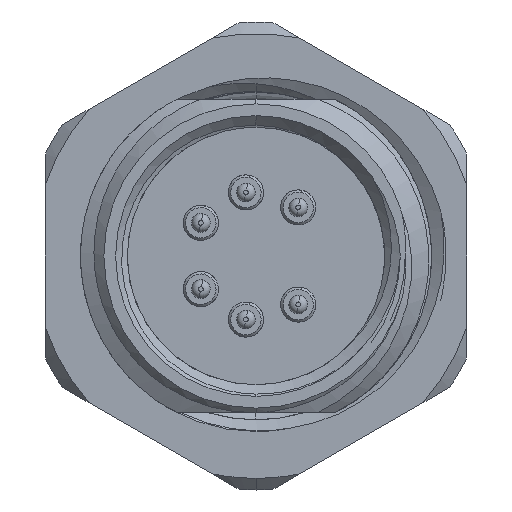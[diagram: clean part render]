
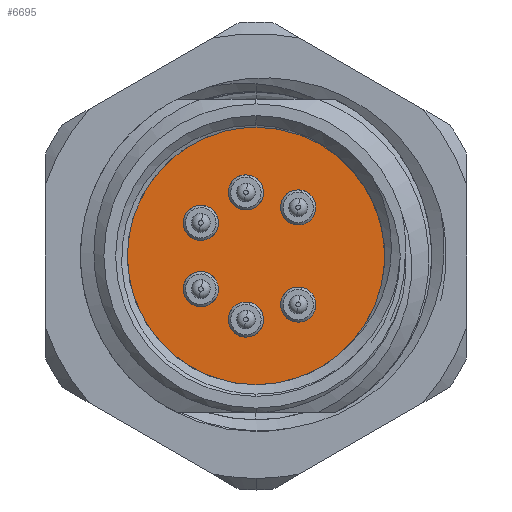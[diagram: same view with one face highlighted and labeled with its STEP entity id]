
A CAD part, left-side view. The second image highlights one B-rep face of the part: STEP entity #6695.
In plain terms, the highlighted face is planar.
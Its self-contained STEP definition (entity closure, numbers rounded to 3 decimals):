
#8 = EDGE_CURVE ( 'NONE', #2483, #9551, #8171, .T. ) ;
#93 = DIRECTION ( 'NONE',  ( -1., 0., 0. ) ) ;
#159 = AXIS2_PLACEMENT_3D ( 'NONE', #8819, #2174, #290 ) ;
#160 = VERTEX_POINT ( 'NONE', #2697 ) ;
#266 = EDGE_CURVE ( 'NONE', #9551, #2483, #978, .T. ) ;
#290 = DIRECTION ( 'NONE',  ( 0., 0., 1. ) ) ;
#318 = CIRCLE ( 'NONE', #1495, 0.75 ) ;
#524 = EDGE_LOOP ( 'NONE', ( #6992, #11158 ) ) ;
#628 = DIRECTION ( 'NONE',  ( 1., 0., 0. ) ) ;
#753 = CARTESIAN_POINT ( 'NONE',  ( 9.25, -1.804, 2.825 ) ) ;
#768 = CARTESIAN_POINT ( 'NONE',  ( 9.25, -1.804, 1.325 ) ) ;
#858 = CIRCLE ( 'NONE', #11914, 0.75 ) ;
#873 = ORIENTED_EDGE ( 'NONE', *, *, #2784, .F. ) ;
#886 = CIRCLE ( 'NONE', #3397, 0.75 ) ;
#978 = CIRCLE ( 'NONE', #3894, 6. ) ;
#1237 = DIRECTION ( 'NONE',  ( 0., 0., 1. ) ) ;
#1255 = AXIS2_PLACEMENT_3D ( 'NONE', #1640, #3705, #10113 ) ;
#1478 = CARTESIAN_POINT ( 'NONE',  ( 9.25, 0.43, -3.466 ) ) ;
#1486 = CARTESIAN_POINT ( 'NONE',  ( 9.25, 0., -6. ) ) ;
#1495 = AXIS2_PLACEMENT_3D ( 'NONE', #11148, #93, #10320 ) ;
#1501 = CIRCLE ( 'NONE', #159, 0.75 ) ;
#1636 = EDGE_CURVE ( 'NONE', #10532, #5072, #5341, .T. ) ;
#1640 = CARTESIAN_POINT ( 'NONE',  ( 9.25, 0.43, -2.716 ) ) ;
#1690 = CARTESIAN_POINT ( 'NONE',  ( 9.25, -1.804, 2.075 ) ) ;
#1697 = EDGE_LOOP ( 'NONE', ( #873, #11315 ) ) ;
#1737 = DIRECTION ( 'NONE',  ( 1., 0., 0. ) ) ;
#1906 = CIRCLE ( 'NONE', #11189, 0.75 ) ;
#2046 = VERTEX_POINT ( 'NONE', #1478 ) ;
#2122 = EDGE_CURVE ( 'NONE', #2592, #9577, #886, .T. ) ;
#2133 = AXIS2_PLACEMENT_3D ( 'NONE', #8020, #1737, #7284 ) ;
#2156 = CARTESIAN_POINT ( 'NONE',  ( 9.25, -1.804, 2.075 ) ) ;
#2174 = DIRECTION ( 'NONE',  ( -1., 0., 0. ) ) ;
#2218 = AXIS2_PLACEMENT_3D ( 'NONE', #10378, #3743, #8572 ) ;
#2234 = CARTESIAN_POINT ( 'NONE',  ( 9.25, 0., 6. ) ) ;
#2329 = DIRECTION ( 'NONE',  ( 0., 0., -1. ) ) ;
#2338 = EDGE_CURVE ( 'NONE', #2046, #160, #3589, .T. ) ;
#2483 = VERTEX_POINT ( 'NONE', #2234 ) ;
#2534 = DIRECTION ( 'NONE',  ( 0., 0., -1. ) ) ;
#2592 = VERTEX_POINT ( 'NONE', #10517 ) ;
#2697 = CARTESIAN_POINT ( 'NONE',  ( 9.25, 0.43, -1.966 ) ) ;
#2766 = PLANE ( 'NONE',  #7360 ) ;
#2784 = EDGE_CURVE ( 'NONE', #9577, #2592, #6108, .T. ) ;
#2874 = CARTESIAN_POINT ( 'NONE',  ( 9.25, -1.804, -2.075 ) ) ;
#2882 = EDGE_CURVE ( 'NONE', #5072, #10532, #9228, .T. ) ;
#2932 = DIRECTION ( 'NONE',  ( 0., 0., -1. ) ) ;
#2986 = DIRECTION ( 'NONE',  ( -1., 0., 0. ) ) ;
#3020 = ORIENTED_EDGE ( 'NONE', *, *, #3027, .F. ) ;
#3027 = EDGE_CURVE ( 'NONE', #6683, #3578, #858, .T. ) ;
#3234 = DIRECTION ( 'NONE',  ( 1., 0., 0. ) ) ;
#3305 = VERTEX_POINT ( 'NONE', #11423 ) ;
#3397 = AXIS2_PLACEMENT_3D ( 'NONE', #2874, #5688, #2932 ) ;
#3561 = FACE_BOUND ( 'NONE', #9520, .T. ) ;
#3566 = AXIS2_PLACEMENT_3D ( 'NONE', #2156, #6684, #1237 ) ;
#3578 = VERTEX_POINT ( 'NONE', #5647 ) ;
#3589 = CIRCLE ( 'NONE', #1255, 0.75 ) ;
#3693 = DIRECTION ( 'NONE',  ( -1., 0., 0. ) ) ;
#3705 = DIRECTION ( 'NONE',  ( 1., 0., 0. ) ) ;
#3706 = EDGE_CURVE ( 'NONE', #8351, #9516, #4364, .T. ) ;
#3743 = DIRECTION ( 'NONE',  ( -1., 0., 0. ) ) ;
#3894 = AXIS2_PLACEMENT_3D ( 'NONE', #9586, #3234, #8736 ) ;
#4340 = DIRECTION ( 'NONE',  ( 1., 0., 0. ) ) ;
#4364 = CIRCLE ( 'NONE', #2218, 0.75 ) ;
#4412 = ORIENTED_EDGE ( 'NONE', *, *, #8, .T. ) ;
#4480 = FACE_BOUND ( 'NONE', #1697, .T. ) ;
#4549 = DIRECTION ( 'NONE',  ( 1., 0., 0. ) ) ;
#4603 = FACE_OUTER_BOUND ( 'NONE', #6473, .T. ) ;
#4947 = ORIENTED_EDGE ( 'NONE', *, *, #6448, .T. ) ;
#5072 = VERTEX_POINT ( 'NONE', #768 ) ;
#5341 = CIRCLE ( 'NONE', #11356, 0.75 ) ;
#5498 = DIRECTION ( 'NONE',  ( 0., 0., -1. ) ) ;
#5532 = AXIS2_PLACEMENT_3D ( 'NONE', #9192, #4549, #8280 ) ;
#5590 = FACE_BOUND ( 'NONE', #10527, .T. ) ;
#5647 = CARTESIAN_POINT ( 'NONE',  ( 9.25, 2.357, -0.666 ) ) ;
#5651 = FACE_BOUND ( 'NONE', #10162, .T. ) ;
#5688 = DIRECTION ( 'NONE',  ( 1., 0., 0. ) ) ;
#6069 = CARTESIAN_POINT ( 'NONE',  ( 9.25, 2.357, 0.666 ) ) ;
#6074 = DIRECTION ( 'NONE',  ( 1., 0., 0. ) ) ;
#6108 = CIRCLE ( 'NONE', #5532, 0.75 ) ;
#6366 = AXIS2_PLACEMENT_3D ( 'NONE', #10026, #6074, #2534 ) ;
#6438 = ORIENTED_EDGE ( 'NONE', *, *, #266, .T. ) ;
#6448 = EDGE_CURVE ( 'NONE', #9516, #8351, #1501, .T. ) ;
#6473 = EDGE_LOOP ( 'NONE', ( #6438, #4412 ) ) ;
#6683 = VERTEX_POINT ( 'NONE', #11099 ) ;
#6684 = DIRECTION ( 'NONE',  ( -1., 0., 0. ) ) ;
#6695 = ADVANCED_FACE ( 'NONE', ( #3561, #4480, #10148, #5590, #10330, #5651, #4603 ), #2766, .F. ) ;
#6724 = DIRECTION ( 'NONE',  ( 0., 0., 1. ) ) ;
#6925 = EDGE_CURVE ( 'NONE', #160, #2046, #1906, .T. ) ;
#6979 = ORIENTED_EDGE ( 'NONE', *, *, #6925, .F. ) ;
#6992 = ORIENTED_EDGE ( 'NONE', *, *, #2882, .T. ) ;
#7155 = CARTESIAN_POINT ( 'NONE',  ( 9.25, 0.43, -2.716 ) ) ;
#7284 = DIRECTION ( 'NONE',  ( 0., 0., -1. ) ) ;
#7360 = AXIS2_PLACEMENT_3D ( 'NONE', #8271, #8213, #11045 ) ;
#7423 = DIRECTION ( 'NONE',  ( 0., 0., 1. ) ) ;
#7534 = CIRCLE ( 'NONE', #11585, 0.75 ) ;
#7716 = ORIENTED_EDGE ( 'NONE', *, *, #8992, .F. ) ;
#8011 = CARTESIAN_POINT ( 'NONE',  ( 9.25, 2.357, -1.416 ) ) ;
#8020 = CARTESIAN_POINT ( 'NONE',  ( 9.25, 0., 0. ) ) ;
#8050 = ORIENTED_EDGE ( 'NONE', *, *, #11269, .T. ) ;
#8171 = CIRCLE ( 'NONE', #2133, 6. ) ;
#8213 = DIRECTION ( 'NONE',  ( -1., 0., 0. ) ) ;
#8271 = CARTESIAN_POINT ( 'NONE',  ( 9.25, 4.6, 0. ) ) ;
#8280 = DIRECTION ( 'NONE',  ( 0., 0., -1. ) ) ;
#8351 = VERTEX_POINT ( 'NONE', #11007 ) ;
#8495 = CARTESIAN_POINT ( 'NONE',  ( 9.25, -1.804, -2.825 ) ) ;
#8572 = DIRECTION ( 'NONE',  ( 0., 0., 1. ) ) ;
#8736 = DIRECTION ( 'NONE',  ( 0., 0., -1. ) ) ;
#8819 = CARTESIAN_POINT ( 'NONE',  ( 9.25, 0.43, 2.716 ) ) ;
#8938 = ORIENTED_EDGE ( 'NONE', *, *, #2338, .F. ) ;
#8992 = EDGE_CURVE ( 'NONE', #3578, #6683, #10440, .T. ) ;
#9192 = CARTESIAN_POINT ( 'NONE',  ( 9.25, -1.804, -2.075 ) ) ;
#9228 = CIRCLE ( 'NONE', #3566, 0.75 ) ;
#9413 = ORIENTED_EDGE ( 'NONE', *, *, #3706, .T. ) ;
#9516 = VERTEX_POINT ( 'NONE', #10012 ) ;
#9520 = EDGE_LOOP ( 'NONE', ( #9413, #4947 ) ) ;
#9551 = VERTEX_POINT ( 'NONE', #1486 ) ;
#9577 = VERTEX_POINT ( 'NONE', #8495 ) ;
#9586 = CARTESIAN_POINT ( 'NONE',  ( 9.25, 0., 0. ) ) ;
#10012 = CARTESIAN_POINT ( 'NONE',  ( 9.25, 0.43, 3.466 ) ) ;
#10026 = CARTESIAN_POINT ( 'NONE',  ( 9.25, 2.357, -1.416 ) ) ;
#10113 = DIRECTION ( 'NONE',  ( 0., 0., -1. ) ) ;
#10148 = FACE_BOUND ( 'NONE', #10154, .T. ) ;
#10154 = EDGE_LOOP ( 'NONE', ( #8938, #6979 ) ) ;
#10162 = EDGE_LOOP ( 'NONE', ( #10913, #8050 ) ) ;
#10320 = DIRECTION ( 'NONE',  ( 0., 0., 1. ) ) ;
#10330 = FACE_BOUND ( 'NONE', #524, .T. ) ;
#10378 = CARTESIAN_POINT ( 'NONE',  ( 9.25, 0.43, 2.716 ) ) ;
#10440 = CIRCLE ( 'NONE', #6366, 0.75 ) ;
#10517 = CARTESIAN_POINT ( 'NONE',  ( 9.25, -1.804, -1.325 ) ) ;
#10527 = EDGE_LOOP ( 'NONE', ( #3020, #7716 ) ) ;
#10532 = VERTEX_POINT ( 'NONE', #753 ) ;
#10913 = ORIENTED_EDGE ( 'NONE', *, *, #11437, .T. ) ;
#10950 = VERTEX_POINT ( 'NONE', #6069 ) ;
#11007 = CARTESIAN_POINT ( 'NONE',  ( 9.25, 0.43, 1.966 ) ) ;
#11045 = DIRECTION ( 'NONE',  ( 0., 0., 1. ) ) ;
#11099 = CARTESIAN_POINT ( 'NONE',  ( 9.25, 2.357, -2.166 ) ) ;
#11148 = CARTESIAN_POINT ( 'NONE',  ( 9.25, 2.357, 1.416 ) ) ;
#11158 = ORIENTED_EDGE ( 'NONE', *, *, #1636, .T. ) ;
#11189 = AXIS2_PLACEMENT_3D ( 'NONE', #7155, #628, #5498 ) ;
#11269 = EDGE_CURVE ( 'NONE', #3305, #10950, #318, .T. ) ;
#11315 = ORIENTED_EDGE ( 'NONE', *, *, #2122, .F. ) ;
#11318 = CARTESIAN_POINT ( 'NONE',  ( 9.25, 2.357, 1.416 ) ) ;
#11356 = AXIS2_PLACEMENT_3D ( 'NONE', #1690, #3693, #7423 ) ;
#11423 = CARTESIAN_POINT ( 'NONE',  ( 9.25, 2.357, 2.166 ) ) ;
#11437 = EDGE_CURVE ( 'NONE', #10950, #3305, #7534, .T. ) ;
#11585 = AXIS2_PLACEMENT_3D ( 'NONE', #11318, #2986, #6724 ) ;
#11914 = AXIS2_PLACEMENT_3D ( 'NONE', #8011, #4340, #2329 ) ;
